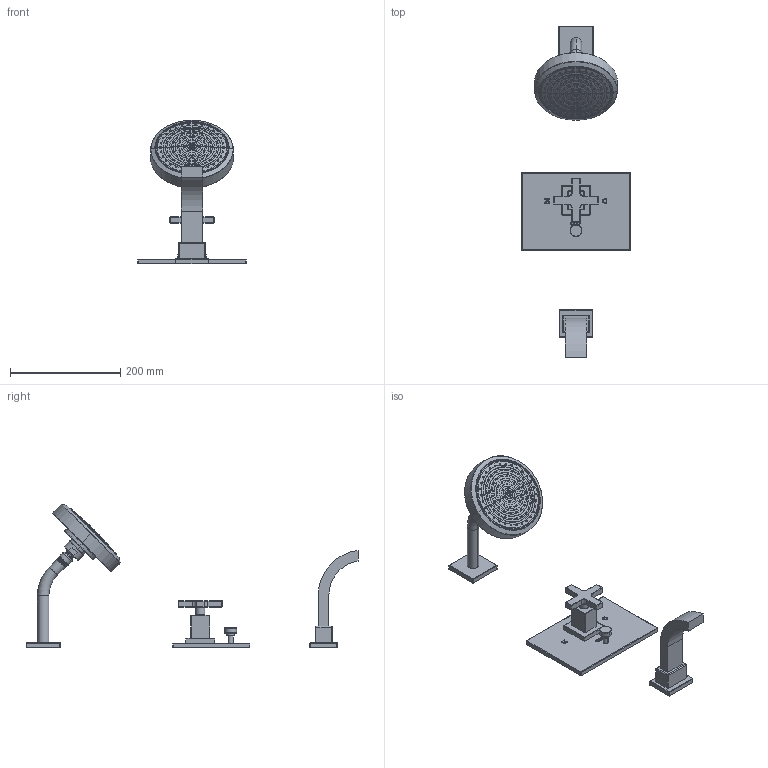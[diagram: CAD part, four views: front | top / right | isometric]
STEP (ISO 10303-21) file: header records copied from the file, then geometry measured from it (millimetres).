
FILE_DESCRIPTION((''),'2;1');
FILE_NAME('3-2062BP','2021-05-28T11:47:00',('jinson.thomas'),(''),'CREO PARAMETRIC BY PTC INC, 2018400','CREO PARAMETRIC BY PTC INC, 2018400','');
FILE_SCHEMA(('CONFIG_CONTROL_DESIGN'));
Length unit declared in the file: inch
Products named in the file (1): 3-2062BP
Bounding box: 196.85 x 601.47 x 259.98 mm (x, y, z)
Volume: 1157201.9 mm3; surface area: 184577.9 mm2
Topology: 3 solids, 3 shells, 1275 faces, 3287 edges, 2162 vertices
Faces by surface type: cylinder 302, torus 250, plane 200, cone 188, extrusion 178, sphere 142, bspline 15
Entity records: 49937 total; most frequent: CARTESIAN_POINT 19734, ORIENTED_EDGE 6574, DIRECTION 5767, EDGE_CURVE 3287, AXIS2_PLACEMENT_3D 2253, VERTEX_POINT 2162, EDGE_LOOP 1419, FACE_OUTER_BOUND 1275
